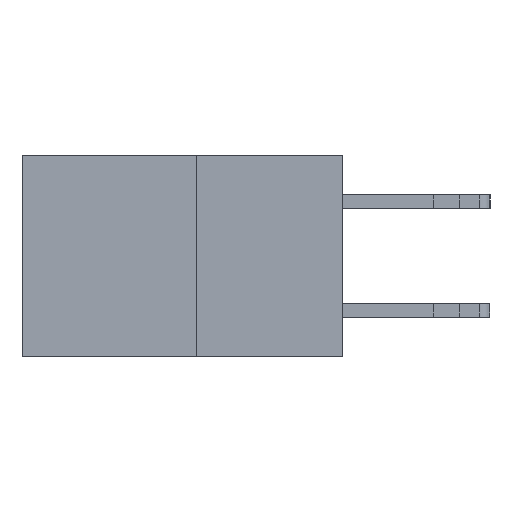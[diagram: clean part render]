
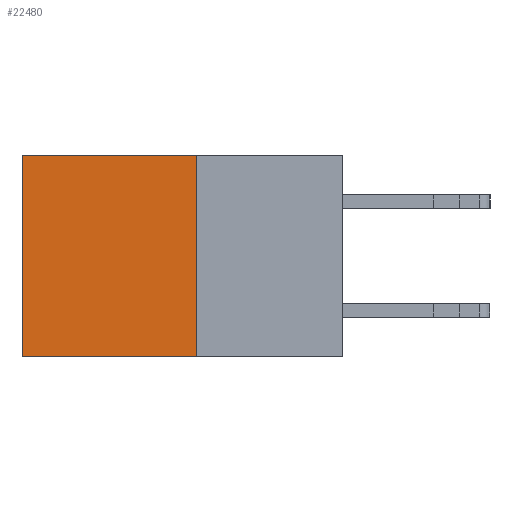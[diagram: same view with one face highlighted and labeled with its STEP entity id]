
A CAD part, left-side view. The second image highlights one B-rep face of the part: STEP entity #22480.
In plain terms, the highlighted planar face has unit normal (-1, 0, 0).
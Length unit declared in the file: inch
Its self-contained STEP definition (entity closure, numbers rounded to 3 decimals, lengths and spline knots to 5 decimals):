
#427 = LINE ( 'NONE', #20040, #31371 ) ;
#1311 = LINE ( 'NONE', #1882, #20170 ) ;
#1882 = CARTESIAN_POINT ( 'NONE',  ( 0.277, 0.27, -0.37 ) ) ;
#2673 = ORIENTED_EDGE ( 'NONE', *, *, #4705, .T. ) ;
#4150 = CARTESIAN_POINT ( 'NONE',  ( 0.277, 0.27, -0.37 ) ) ;
#4225 = AXIS2_PLACEMENT_3D ( 'NONE', #16942, #29109, #14571 ) ;
#4499 = CARTESIAN_POINT ( 'NONE',  ( 0.277, 0.27, -0.37 ) ) ;
#4524 = VECTOR ( 'NONE', #18879, 39.37008 ) ;
#4705 = EDGE_CURVE ( 'NONE', #9117, #4960, #427, .T. ) ;
#4960 = VERTEX_POINT ( 'NONE', #12796 ) ;
#9117 = VERTEX_POINT ( 'NONE', #30710 ) ;
#10673 = LINE ( 'NONE', #29645, #22193 ) ;
#11303 = ORIENTED_EDGE ( 'NONE', *, *, #23010, .T. ) ;
#12796 = CARTESIAN_POINT ( 'NONE',  ( 0.277, 0.59, 0. ) ) ;
#14571 = DIRECTION ( 'NONE',  ( 0., 0., -1. ) ) ;
#15636 = EDGE_LOOP ( 'NONE', ( #11303, #17365, #17428, #2673 ) ) ;
#16942 = CARTESIAN_POINT ( 'NONE',  ( 0.277, 0.27, -0.37 ) ) ;
#17365 = ORIENTED_EDGE ( 'NONE', *, *, #17817, .F. ) ;
#17428 = ORIENTED_EDGE ( 'NONE', *, *, #28730, .F. ) ;
#17614 = DIRECTION ( 'NONE',  ( 0., 0., -1. ) ) ;
#17817 = EDGE_CURVE ( 'NONE', #30919, #29673, #29732, .T. ) ;
#18879 = DIRECTION ( 'NONE',  ( 0., 1., 0. ) ) ;
#19111 = DIRECTION ( 'NONE',  ( 0., 0., -1. ) ) ;
#19736 = DIRECTION ( 'NONE',  ( 0., 1., 0. ) ) ;
#20040 = CARTESIAN_POINT ( 'NONE',  ( 0.277, 0.27, 0. ) ) ;
#20170 = VECTOR ( 'NONE', #19111, 39.37008 ) ;
#22193 = VECTOR ( 'NONE', #17614, 39.37008 ) ;
#22480 = ADVANCED_FACE ( 'NONE', ( #26028 ), #29020, .F. ) ;
#23010 = EDGE_CURVE ( 'NONE', #4960, #29673, #10673, .T. ) ;
#24621 = CARTESIAN_POINT ( 'NONE',  ( 0.277, 0.59, -0.37 ) ) ;
#26028 = FACE_OUTER_BOUND ( 'NONE', #15636, .T. ) ;
#28730 = EDGE_CURVE ( 'NONE', #9117, #30919, #1311, .T. ) ;
#29020 = PLANE ( 'NONE',  #4225 ) ;
#29109 = DIRECTION ( 'NONE',  ( 1., 0., 0. ) ) ;
#29645 = CARTESIAN_POINT ( 'NONE',  ( 0.277, 0.59, -0.37 ) ) ;
#29673 = VERTEX_POINT ( 'NONE', #24621 ) ;
#29732 = LINE ( 'NONE', #4150, #4524 ) ;
#30710 = CARTESIAN_POINT ( 'NONE',  ( 0.277, 0.27, 0. ) ) ;
#30919 = VERTEX_POINT ( 'NONE', #4499 ) ;
#31371 = VECTOR ( 'NONE', #19736, 39.37008 ) ;
